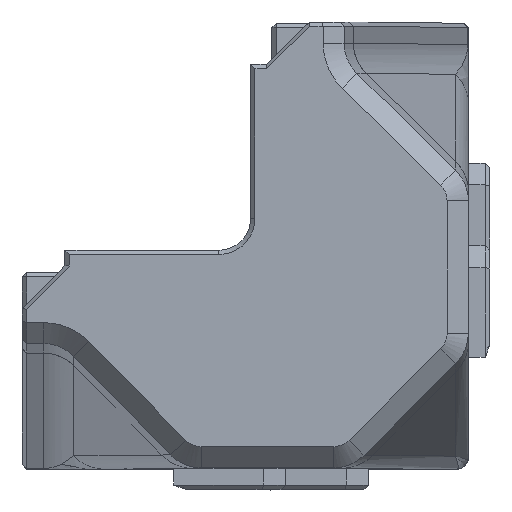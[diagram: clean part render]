
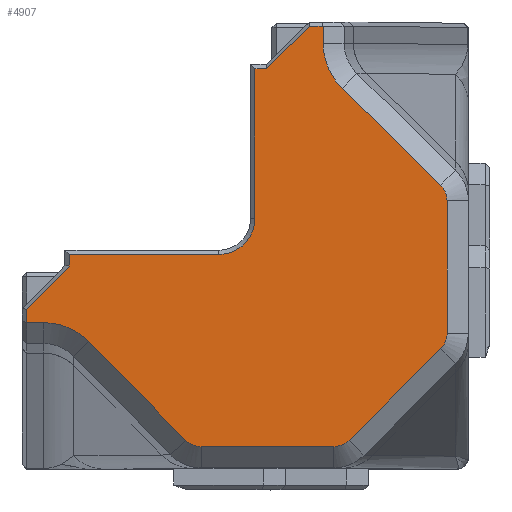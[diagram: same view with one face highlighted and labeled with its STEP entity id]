
A CAD part, top view. The second image highlights one B-rep face of the part: STEP entity #4907.
In plain terms, the highlighted face is planar.
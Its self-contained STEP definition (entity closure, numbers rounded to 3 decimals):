
#82=B_SPLINE_CURVE_WITH_KNOTS('',3,(#7494,#7495,#7496,#7497,#7498,#7499),
 .UNSPECIFIED.,.F.,.F.,(4,2,4),(0.,0.236,0.474),
 .UNSPECIFIED.);
#83=B_SPLINE_CURVE_WITH_KNOTS('',3,(#7503,#7504,#7505,#7506,#7507,#7508),
 .UNSPECIFIED.,.F.,.F.,(4,2,4),(0.,0.081,0.163),
 .UNSPECIFIED.);
#84=B_SPLINE_CURVE_WITH_KNOTS('',3,(#7512,#7513,#7514,#7515,#7516,#7517),
 .UNSPECIFIED.,.F.,.F.,(4,2,4),(0.,0.081,0.161),
 .UNSPECIFIED.);
#85=B_SPLINE_CURVE_WITH_KNOTS('',3,(#7521,#7522,#7523,#7524,#7525,#7526),
 .UNSPECIFIED.,.F.,.F.,(4,2,4),(0.,0.08,0.161),
 .UNSPECIFIED.);
#86=B_SPLINE_CURVE_WITH_KNOTS('',3,(#7530,#7531,#7532,#7533,#7534,#7535),
 .UNSPECIFIED.,.F.,.F.,(4,2,4),(0.,0.081,0.163),
 .UNSPECIFIED.);
#87=B_SPLINE_CURVE_WITH_KNOTS('',3,(#7538,#7539,#7540,#7541,#7542,#7543),
 .UNSPECIFIED.,.F.,.F.,(4,2,4),(0.,0.237,0.474),
 .UNSPECIFIED.);
#162=PLANE('',#5253);
#387=FACE_OUTER_BOUND('',#694,.T.);
#694=EDGE_LOOP('',(#3501,#3502,#3503,#3504,#3505,#3506,#3507,#3508,#3509,
#3510,#3511,#3512,#3513,#3514,#3515,#3516,#3517,#3518,#3519,#3520,#3521,
#3522));
#1060=LINE('',#7472,#1627);
#1061=LINE('',#7474,#1628);
#1062=LINE('',#7476,#1629);
#1063=LINE('',#7478,#1630);
#1064=LINE('',#7480,#1631);
#1065=LINE('',#7484,#1632);
#1066=LINE('',#7486,#1633);
#1067=LINE('',#7488,#1634);
#1068=LINE('',#7490,#1635);
#1069=LINE('',#7492,#1636);
#1070=LINE('',#7501,#1637);
#1071=LINE('',#7510,#1638);
#1072=LINE('',#7519,#1639);
#1073=LINE('',#7528,#1640);
#1074=LINE('',#7537,#1641);
#1627=VECTOR('',#5754,1000.);
#1628=VECTOR('',#5755,1000.);
#1629=VECTOR('',#5756,1000.);
#1630=VECTOR('',#5757,1000.);
#1631=VECTOR('',#5758,1000.);
#1632=VECTOR('',#5761,1000.);
#1633=VECTOR('',#5762,1000.);
#1634=VECTOR('',#5763,1000.);
#1635=VECTOR('',#5764,1000.);
#1636=VECTOR('',#5765,1000.);
#1637=VECTOR('',#5766,1000.);
#1638=VECTOR('',#5767,1000.);
#1639=VECTOR('',#5768,1000.);
#1640=VECTOR('',#5769,1000.);
#1641=VECTOR('',#5770,1000.);
#2148=CIRCLE('',#5254,3.4);
#2297=VERTEX_POINT('',#7470);
#2298=VERTEX_POINT('',#7471);
#2299=VERTEX_POINT('',#7473);
#2300=VERTEX_POINT('',#7475);
#2301=VERTEX_POINT('',#7477);
#2302=VERTEX_POINT('',#7479);
#2303=VERTEX_POINT('',#7481);
#2304=VERTEX_POINT('',#7483);
#2305=VERTEX_POINT('',#7485);
#2306=VERTEX_POINT('',#7487);
#2307=VERTEX_POINT('',#7489);
#2308=VERTEX_POINT('',#7491);
#2309=VERTEX_POINT('',#7493);
#2310=VERTEX_POINT('',#7500);
#2311=VERTEX_POINT('',#7502);
#2312=VERTEX_POINT('',#7509);
#2313=VERTEX_POINT('',#7511);
#2314=VERTEX_POINT('',#7518);
#2315=VERTEX_POINT('',#7520);
#2316=VERTEX_POINT('',#7527);
#2317=VERTEX_POINT('',#7529);
#2318=VERTEX_POINT('',#7536);
#2752=EDGE_CURVE('',#2297,#2298,#1060,.T.);
#2753=EDGE_CURVE('',#2298,#2299,#1061,.T.);
#2754=EDGE_CURVE('',#2299,#2300,#1062,.T.);
#2755=EDGE_CURVE('',#2300,#2301,#1063,.T.);
#2756=EDGE_CURVE('',#2301,#2302,#1064,.T.);
#2757=EDGE_CURVE('',#2302,#2303,#2148,.T.);
#2758=EDGE_CURVE('',#2303,#2304,#1065,.T.);
#2759=EDGE_CURVE('',#2304,#2305,#1066,.T.);
#2760=EDGE_CURVE('',#2305,#2306,#1067,.T.);
#2761=EDGE_CURVE('',#2306,#2307,#1068,.T.);
#2762=EDGE_CURVE('',#2307,#2308,#1069,.T.);
#2763=EDGE_CURVE('',#2308,#2309,#82,.T.);
#2764=EDGE_CURVE('',#2309,#2310,#1070,.T.);
#2765=EDGE_CURVE('',#2310,#2311,#83,.T.);
#2766=EDGE_CURVE('',#2311,#2312,#1071,.T.);
#2767=EDGE_CURVE('',#2312,#2313,#84,.T.);
#2768=EDGE_CURVE('',#2313,#2314,#1072,.T.);
#2769=EDGE_CURVE('',#2314,#2315,#85,.T.);
#2770=EDGE_CURVE('',#2315,#2316,#1073,.T.);
#2771=EDGE_CURVE('',#2316,#2317,#86,.T.);
#2772=EDGE_CURVE('',#2317,#2318,#1074,.T.);
#2773=EDGE_CURVE('',#2318,#2297,#87,.T.);
#3501=ORIENTED_EDGE('',*,*,#2752,.T.);
#3502=ORIENTED_EDGE('',*,*,#2753,.T.);
#3503=ORIENTED_EDGE('',*,*,#2754,.T.);
#3504=ORIENTED_EDGE('',*,*,#2755,.T.);
#3505=ORIENTED_EDGE('',*,*,#2756,.T.);
#3506=ORIENTED_EDGE('',*,*,#2757,.T.);
#3507=ORIENTED_EDGE('',*,*,#2758,.T.);
#3508=ORIENTED_EDGE('',*,*,#2759,.T.);
#3509=ORIENTED_EDGE('',*,*,#2760,.T.);
#3510=ORIENTED_EDGE('',*,*,#2761,.T.);
#3511=ORIENTED_EDGE('',*,*,#2762,.T.);
#3512=ORIENTED_EDGE('',*,*,#2763,.T.);
#3513=ORIENTED_EDGE('',*,*,#2764,.T.);
#3514=ORIENTED_EDGE('',*,*,#2765,.T.);
#3515=ORIENTED_EDGE('',*,*,#2766,.T.);
#3516=ORIENTED_EDGE('',*,*,#2767,.T.);
#3517=ORIENTED_EDGE('',*,*,#2768,.T.);
#3518=ORIENTED_EDGE('',*,*,#2769,.T.);
#3519=ORIENTED_EDGE('',*,*,#2770,.T.);
#3520=ORIENTED_EDGE('',*,*,#2771,.T.);
#3521=ORIENTED_EDGE('',*,*,#2772,.T.);
#3522=ORIENTED_EDGE('',*,*,#2773,.T.);
#4907=ADVANCED_FACE('',(#387),#162,.F.);
#5253=AXIS2_PLACEMENT_3D('',#7469,#5752,#5753);
#5254=AXIS2_PLACEMENT_3D('',#7482,#5759,#5760);
#5752=DIRECTION('center_axis',(0.,-1.,0.));
#5753=DIRECTION('ref_axis',(0.,0.,-1.));
#5754=DIRECTION('',(0.,0.,-1.));
#5755=DIRECTION('',(-1.,0.,0.));
#5756=DIRECTION('',(-0.713,0.,0.701));
#5757=DIRECTION('',(-1.,0.,0.));
#5758=DIRECTION('',(0.,0.,1.));
#5759=DIRECTION('center_axis',(0.,-1.,0.));
#5760=DIRECTION('ref_axis',(0.,0.,-1.));
#5761=DIRECTION('',(-1.,0.,0.));
#5762=DIRECTION('',(0.,0.,1.));
#5763=DIRECTION('',(-0.701,0.,0.713));
#5764=DIRECTION('',(0.,0.,1.));
#5765=DIRECTION('',(1.,0.,0.));
#5766=DIRECTION('',(0.701,0.,0.713));
#5767=DIRECTION('',(1.,0.,0.));
#5768=DIRECTION('',(0.707,0.,-0.707));
#5769=DIRECTION('',(0.,0.,-1.));
#5770=DIRECTION('',(-0.713,0.,-0.701));
#7469=CARTESIAN_POINT('Origin',(0.,72.,0.));
#7470=CARTESIAN_POINT('',(211.331,72.,185.003));
#7471=CARTESIAN_POINT('',(211.331,72.,183.4));
#7472=CARTESIAN_POINT('',(211.331,72.,0.));
#7473=CARTESIAN_POINT('',(210.054,72.,183.4));
#7474=CARTESIAN_POINT('',(0.,72.,183.4));
#7475=CARTESIAN_POINT('',(205.989,72.,187.4));
#7476=CARTESIAN_POINT('',(195.007,72.,198.204));
#7477=CARTESIAN_POINT('',(204.9,72.,187.4));
#7478=CARTESIAN_POINT('',(0.,72.,187.4));
#7479=CARTESIAN_POINT('',(204.9,72.,201.5));
#7480=CARTESIAN_POINT('',(204.9,72.,201.5));
#7481=CARTESIAN_POINT('',(201.5,72.,204.9));
#7482=CARTESIAN_POINT('Origin',(201.5,72.,201.5));
#7483=CARTESIAN_POINT('',(187.4,72.,204.9));
#7484=CARTESIAN_POINT('',(187.,72.,204.9));
#7485=CARTESIAN_POINT('',(187.4,72.,205.989));
#7486=CARTESIAN_POINT('',(187.4,72.,205.885));
#7487=CARTESIAN_POINT('',(183.4,72.,210.054));
#7488=CARTESIAN_POINT('',(198.204,72.,195.007));
#7489=CARTESIAN_POINT('',(183.4,72.,211.331));
#7490=CARTESIAN_POINT('',(183.4,72.,0.));
#7491=CARTESIAN_POINT('',(185.003,72.,211.331));
#7492=CARTESIAN_POINT('',(0.,72.,211.331));
#7493=CARTESIAN_POINT('',(189.246,72.,213.117));
#7494=CARTESIAN_POINT('Ctrl Pts',(185.003,72.,211.331));
#7495=CARTESIAN_POINT('Ctrl Pts',(185.791,72.,211.331));
#7496=CARTESIAN_POINT('Ctrl Pts',(186.573,72.,211.489));
#7497=CARTESIAN_POINT('Ctrl Pts',(188.029,72.,212.102));
#7498=CARTESIAN_POINT('Ctrl Pts',(188.691,72.,212.553));
#7499=CARTESIAN_POINT('Ctrl Pts',(189.246,72.,213.117));
#7500=CARTESIAN_POINT('',(198.371,72.,222.391));
#7501=CARTESIAN_POINT('',(-10.383,72.,10.215));
#7502=CARTESIAN_POINT('',(199.83,72.,223.));
#7503=CARTESIAN_POINT('Ctrl Pts',(198.371,72.,222.391));
#7504=CARTESIAN_POINT('Ctrl Pts',(198.56,72.,222.584));
#7505=CARTESIAN_POINT('Ctrl Pts',(198.788,72.,222.737));
#7506=CARTESIAN_POINT('Ctrl Pts',(199.288,72.,222.946));
#7507=CARTESIAN_POINT('Ctrl Pts',(199.558,72.,223.));
#7508=CARTESIAN_POINT('Ctrl Pts',(199.83,72.,223.));
#7509=CARTESIAN_POINT('',(212.331,72.,223.));
#7510=CARTESIAN_POINT('',(0.,72.,223.));
#7511=CARTESIAN_POINT('',(213.776,72.,222.404));
#7512=CARTESIAN_POINT('Ctrl Pts',(212.331,72.,223.));
#7513=CARTESIAN_POINT('Ctrl Pts',(212.599,72.,223.));
#7514=CARTESIAN_POINT('Ctrl Pts',(212.866,72.,222.947));
#7515=CARTESIAN_POINT('Ctrl Pts',(213.361,72.,222.743));
#7516=CARTESIAN_POINT('Ctrl Pts',(213.587,72.,222.593));
#7517=CARTESIAN_POINT('Ctrl Pts',(213.776,72.,222.404));
#7518=CARTESIAN_POINT('',(222.404,72.,213.776));
#7519=CARTESIAN_POINT('',(218.09,72.,218.09));
#7520=CARTESIAN_POINT('',(223.,72.,212.331));
#7521=CARTESIAN_POINT('Ctrl Pts',(222.404,72.,213.776));
#7522=CARTESIAN_POINT('Ctrl Pts',(222.593,72.,213.587));
#7523=CARTESIAN_POINT('Ctrl Pts',(222.743,72.,213.361));
#7524=CARTESIAN_POINT('Ctrl Pts',(222.947,72.,212.866));
#7525=CARTESIAN_POINT('Ctrl Pts',(223.,72.,212.599));
#7526=CARTESIAN_POINT('Ctrl Pts',(223.,72.,212.331));
#7527=CARTESIAN_POINT('',(223.,72.,199.83));
#7528=CARTESIAN_POINT('',(223.,72.,0.));
#7529=CARTESIAN_POINT('',(222.391,72.,198.371));
#7530=CARTESIAN_POINT('Ctrl Pts',(223.,72.,199.83));
#7531=CARTESIAN_POINT('Ctrl Pts',(223.,72.,199.558));
#7532=CARTESIAN_POINT('Ctrl Pts',(222.946,72.,199.288));
#7533=CARTESIAN_POINT('Ctrl Pts',(222.737,72.,198.788));
#7534=CARTESIAN_POINT('Ctrl Pts',(222.584,72.,198.56));
#7535=CARTESIAN_POINT('Ctrl Pts',(222.391,72.,198.371));
#7536=CARTESIAN_POINT('',(213.117,72.,189.246));
#7537=CARTESIAN_POINT('',(10.215,72.,-10.383));
#7538=CARTESIAN_POINT('Ctrl Pts',(213.117,72.,189.246));
#7539=CARTESIAN_POINT('Ctrl Pts',(212.553,72.,188.691));
#7540=CARTESIAN_POINT('Ctrl Pts',(212.102,72.,188.029));
#7541=CARTESIAN_POINT('Ctrl Pts',(211.489,72.,186.573));
#7542=CARTESIAN_POINT('Ctrl Pts',(211.331,72.,185.791));
#7543=CARTESIAN_POINT('Ctrl Pts',(211.331,72.,185.003));
